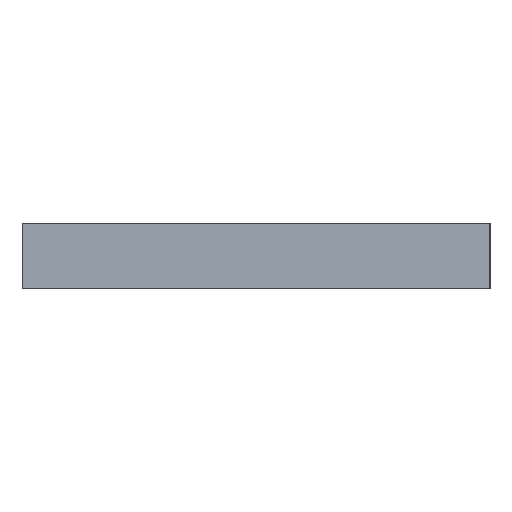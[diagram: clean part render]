
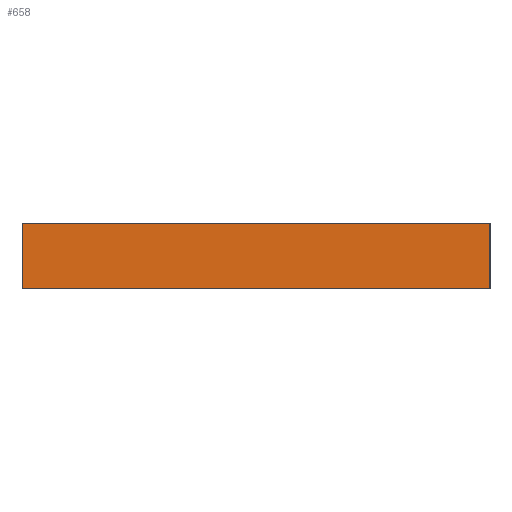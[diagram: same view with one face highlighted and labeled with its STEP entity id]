
A CAD part, left-side view. The second image highlights one B-rep face of the part: STEP entity #658.
In plain terms, the highlighted planar face has unit normal (-1, 0, 0).
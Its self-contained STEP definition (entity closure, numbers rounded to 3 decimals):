
#34 = VECTOR ( 'NONE', #1113, 1000. ) ;
#53 = VECTOR ( 'NONE', #170, 1000. ) ;
#65 = PLANE ( 'NONE',  #536 ) ;
#66 = EDGE_CURVE ( 'NONE', #1093, #775, #143, .T. ) ;
#68 = DIRECTION ( 'NONE',  ( 0., 0., 1. ) ) ;
#82 = EDGE_CURVE ( 'NONE', #643, #1093, #357, .T. ) ;
#85 = ORIENTED_EDGE ( 'NONE', *, *, #82, .F. ) ;
#92 = ORIENTED_EDGE ( 'NONE', *, *, #305, .F. ) ;
#143 = LINE ( 'NONE', #769, #34 ) ;
#170 = DIRECTION ( 'NONE',  ( 0., 0., -1. ) ) ;
#267 = CARTESIAN_POINT ( 'NONE',  ( -80., -53.5, 7.5 ) ) ;
#305 = EDGE_CURVE ( 'NONE', #829, #643, #346, .T. ) ;
#346 = LINE ( 'NONE', #267, #631 ) ;
#355 = VECTOR ( 'NONE', #68, 1000. ) ;
#357 = LINE ( 'NONE', #800, #53 ) ;
#468 = ORIENTED_EDGE ( 'NONE', *, *, #66, .F. ) ;
#510 = CARTESIAN_POINT ( 'NONE',  ( -80., 53.5, 0. ) ) ;
#533 = DIRECTION ( 'NONE',  ( 0., -1., 0. ) ) ;
#536 = AXIS2_PLACEMENT_3D ( 'NONE', #510, #942, #859 ) ;
#591 = CARTESIAN_POINT ( 'NONE',  ( -80., 53.5, 0. ) ) ;
#631 = VECTOR ( 'NONE', #533, 1000. ) ;
#643 = VERTEX_POINT ( 'NONE', #799 ) ;
#644 = EDGE_CURVE ( 'NONE', #775, #829, #793, .T. ) ;
#658 = ADVANCED_FACE ( 'NONE', ( #703 ), #65, .T. ) ;
#703 = FACE_OUTER_BOUND ( 'NONE', #792, .T. ) ;
#756 = CARTESIAN_POINT ( 'NONE',  ( -80., 53.5, -7.5 ) ) ;
#769 = CARTESIAN_POINT ( 'NONE',  ( -80., -53.5, -7.5 ) ) ;
#775 = VERTEX_POINT ( 'NONE', #756 ) ;
#792 = EDGE_LOOP ( 'NONE', ( #85, #92, #987, #468 ) ) ;
#793 = LINE ( 'NONE', #591, #355 ) ;
#799 = CARTESIAN_POINT ( 'NONE',  ( -80., -53.5, 7.5 ) ) ;
#800 = CARTESIAN_POINT ( 'NONE',  ( -80., -53.5, 0. ) ) ;
#829 = VERTEX_POINT ( 'NONE', #997 ) ;
#859 = DIRECTION ( 'NONE',  ( 0., 0., 1. ) ) ;
#942 = DIRECTION ( 'NONE',  ( -1., 0., 0. ) ) ;
#987 = ORIENTED_EDGE ( 'NONE', *, *, #644, .F. ) ;
#997 = CARTESIAN_POINT ( 'NONE',  ( -80., 53.5, 7.5 ) ) ;
#1093 = VERTEX_POINT ( 'NONE', #1101 ) ;
#1101 = CARTESIAN_POINT ( 'NONE',  ( -80., -53.5, -7.5 ) ) ;
#1113 = DIRECTION ( 'NONE',  ( 0., 1., 0. ) ) ;
